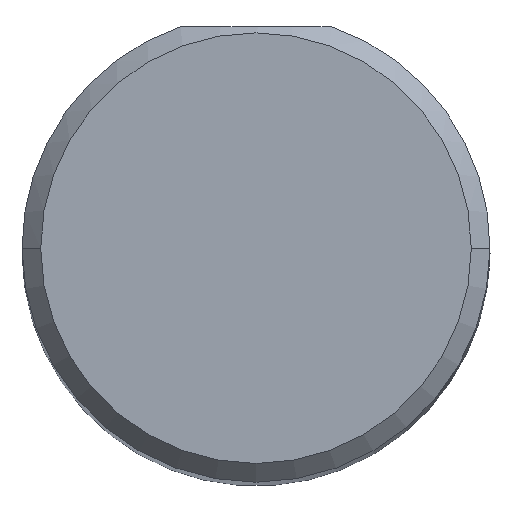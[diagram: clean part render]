
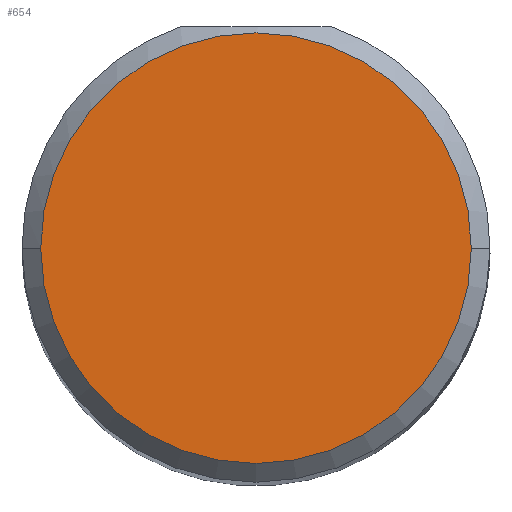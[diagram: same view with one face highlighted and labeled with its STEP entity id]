
A CAD part, top view. The second image highlights one B-rep face of the part: STEP entity #654.
In plain terms, the highlighted planar face has unit normal (0, 0, 1).
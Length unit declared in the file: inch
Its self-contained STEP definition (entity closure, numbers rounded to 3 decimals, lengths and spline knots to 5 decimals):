
#5 = CIRCLE ( 'NONE', #286, 0.1725 ) ;
#49 = EDGE_LOOP ( 'NONE', ( #383, #308 ) ) ;
#60 = DIRECTION ( 'NONE',  ( 1., 0., 0. ) ) ;
#203 = VERTEX_POINT ( 'NONE', #563 ) ;
#286 = AXIS2_PLACEMENT_3D ( 'NONE', #553, #650, #342 ) ;
#308 = ORIENTED_EDGE ( 'NONE', *, *, #433, .T. ) ;
#313 = PLANE ( 'NONE',  #344 ) ;
#322 = DIRECTION ( 'NONE',  ( 1., 0., 0. ) ) ;
#342 = DIRECTION ( 'NONE',  ( 1., 0., 0. ) ) ;
#344 = AXIS2_PLACEMENT_3D ( 'NONE', #622, #513, #60 ) ;
#360 = FACE_OUTER_BOUND ( 'NONE', #49, .T. ) ;
#383 = ORIENTED_EDGE ( 'NONE', *, *, #543, .T. ) ;
#417 = CARTESIAN_POINT ( 'NONE',  ( -0.1725, 0., 2.5 ) ) ;
#422 = CARTESIAN_POINT ( 'NONE',  ( 0., 0., 2.5 ) ) ;
#433 = EDGE_CURVE ( 'NONE', #203, #617, #548, .T. ) ;
#513 = DIRECTION ( 'NONE',  ( 0., 0., 1. ) ) ;
#515 = AXIS2_PLACEMENT_3D ( 'NONE', #422, #628, #322 ) ;
#543 = EDGE_CURVE ( 'NONE', #617, #203, #5, .T. ) ;
#548 = CIRCLE ( 'NONE', #515, 0.1725 ) ;
#553 = CARTESIAN_POINT ( 'NONE',  ( 0., 0., 2.5 ) ) ;
#563 = CARTESIAN_POINT ( 'NONE',  ( 0.1725, 0., 2.5 ) ) ;
#617 = VERTEX_POINT ( 'NONE', #417 ) ;
#622 = CARTESIAN_POINT ( 'NONE',  ( 0., 0., 2.5 ) ) ;
#628 = DIRECTION ( 'NONE',  ( 0., 0., 1. ) ) ;
#650 = DIRECTION ( 'NONE',  ( 0., 0., 1. ) ) ;
#654 = ADVANCED_FACE ( 'NONE', ( #360 ), #313, .T. ) ;
